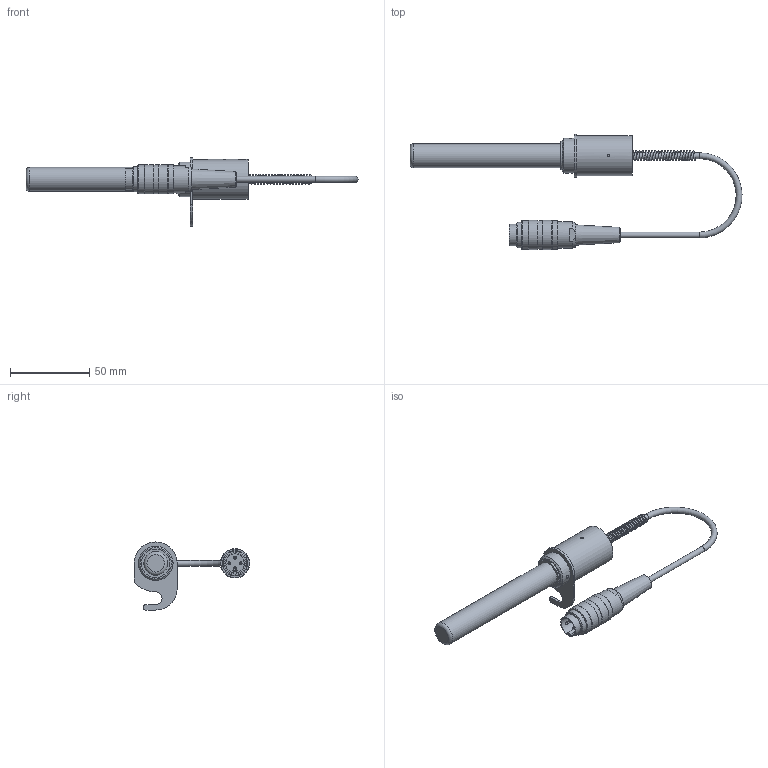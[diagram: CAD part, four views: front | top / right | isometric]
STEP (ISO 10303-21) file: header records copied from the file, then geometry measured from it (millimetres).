
FILE_DESCRIPTION(/* description */ (''),/* implementation_level */ '2;1');
FILE_NAME(/* name */ '130 146 R3E-5-14_Shrinkwrap_1.stp',/* time_stamp */ '2020-09-04T11:40:49+02:00',/* author */ ('kuttig'),/* organization */ (''),/* preprocessor_version */ 'ST-DEVELOPER v16.13',/* originating_system */ 'Autodesk Inventor 2018',/* authorisation */ '');
FILE_SCHEMA (('AUTOMOTIVE_DESIGN { 1 0 10303 214 3 1 1 }'));
Length unit declared in the file: millimetre
Products named in the file (1): 130 146 R3E-5-14_Shrinkwrap_1
Bounding box: 209.34 x 72.75 x 43 mm (x, y, z)
Volume: 39823.4 mm3; surface area: 24078.2 mm2
Topology: 2 solids, 2 shells, 166 faces, 375 edges, 241 vertices
Faces by surface type: plane 87, cylinder 49, cone 19, bspline 7, torus 4
Full cylindrical faces by diameter (mm): 1 x3, 1.49 x3, 1.5 x3, 2 x2, 2.25 x1, 3.7 x2, 6.3 x1, 10.2 x1, 13.5 x1, 15 x1, 15.08 x1, 16 x1, 16.9 x1, 18 x1, 18.15 x3, 18.5 x2, 20 x1, 21.8 x1, 25 x1
Entity records: 9206 total; most frequent: CARTESIAN_POINT 5392, DIRECTION 750, ORIENTED_EDGE 630, EDGE_CURVE 315, AXIS2_PLACEMENT_3D 295, EDGE_LOOP 254, VERTEX_POINT 233, STYLED_ITEM 168
